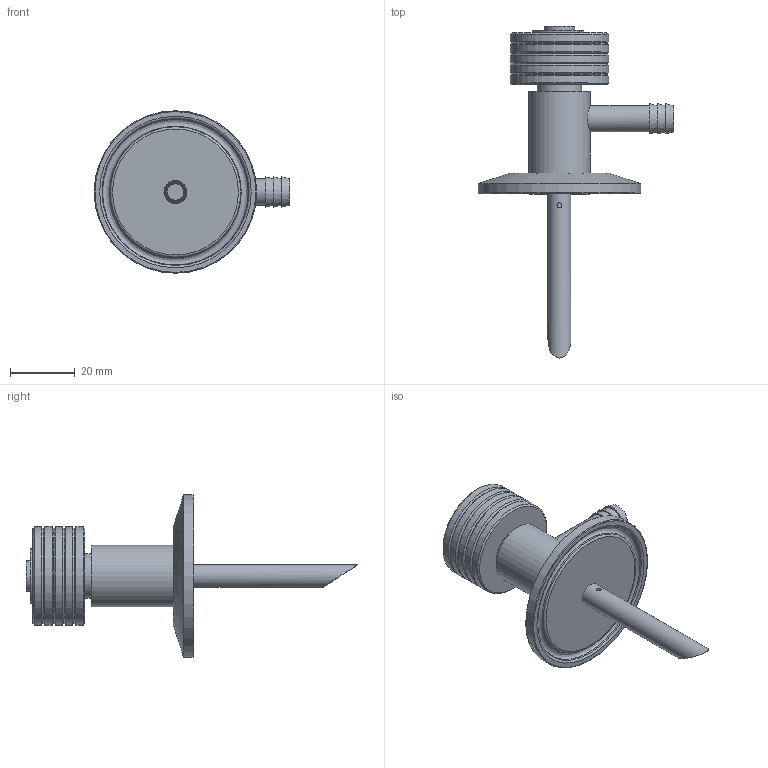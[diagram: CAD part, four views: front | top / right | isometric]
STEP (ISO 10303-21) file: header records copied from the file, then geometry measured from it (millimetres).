
FILE_DESCRIPTION((''),'2;1');
FILE_NAME('OFSV90F - 1 - 2 EXT - RL.stp','2013-11-25T14:53:37',('Administrator'),(''),'Autodesk Inventor 2010','Autodesk Inventor 2010','');
FILE_SCHEMA(('AUTOMOTIVE_DESIGN { 1 0 10303 214 1 1 1 1 }'));
Length unit declared in the file: inch
Products named in the file (1): OFSV90F - 1 - 2 EXT - RL_Shrinkwrap_1
Bounding box: 60.54 x 102.74 x 50.29 mm (x, y, z)
Surface area: 13048.7 mm2 (no closed solid volume)
Topology: 0 solids, 10 shells, 68 faces, 153 edges, 102 vertices
Faces by surface type: cylinder 25, plane 23, cone 16, torus 3, bspline 1
Full cylindrical faces by diameter (mm): 1.524 x1, 4.699 x1, 5.08 x1, 7.112 x1, 7.696 x1, 7.874 x1, 8.128 x1, 9.017 x1, 9.398 x1, 13.716 x1, 19.05 x1, 30.48 x5, 50.292 x1
Entity records: 2020 total; most frequent: CARTESIAN_POINT 491, DIRECTION 320, ORIENTED_EDGE 182, AXIS2_PLACEMENT_3D 145, EDGE_LOOP 122, EDGE_CURVE 113, VERTEX_POINT 99, CIRCLE 75
